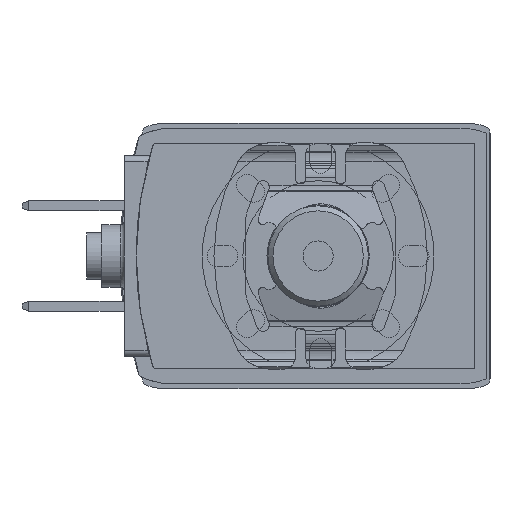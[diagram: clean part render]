
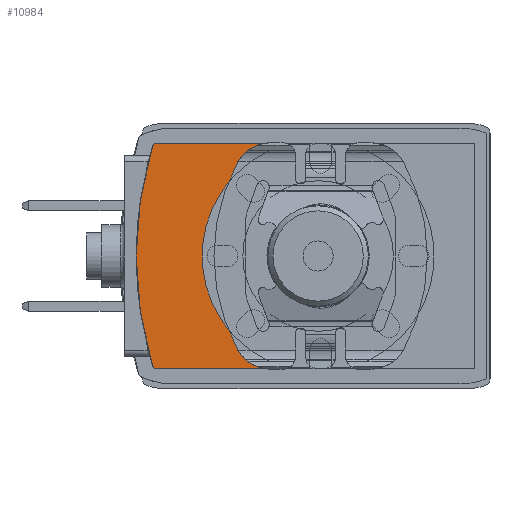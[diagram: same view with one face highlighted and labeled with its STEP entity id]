
A CAD part, left-side view. The second image highlights one B-rep face of the part: STEP entity #10984.
In plain terms, the highlighted face is planar.
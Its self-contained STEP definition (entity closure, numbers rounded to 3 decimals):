
#702=LINE('',#15978,#1418);
#717=LINE('',#16016,#1433);
#746=LINE('',#16104,#1462);
#747=LINE('',#16106,#1463);
#748=LINE('',#16110,#1464);
#749=LINE('',#16112,#1465);
#1418=VECTOR('',#13355,1000.);
#1433=VECTOR('',#13384,1000.);
#1462=VECTOR('',#13455,1000.);
#1463=VECTOR('',#13456,1000.);
#1464=VECTOR('',#13459,1000.);
#1465=VECTOR('',#13460,1000.);
#2903=ORIENTED_EDGE('',*,*,#4757,.T.);
#2904=ORIENTED_EDGE('',*,*,#4822,.T.);
#2905=ORIENTED_EDGE('',*,*,#4823,.F.);
#2906=ORIENTED_EDGE('',*,*,#4824,.F.);
#2907=ORIENTED_EDGE('',*,*,#4825,.F.);
#2908=ORIENTED_EDGE('',*,*,#4826,.T.);
#2909=ORIENTED_EDGE('',*,*,#4776,.F.);
#2910=ORIENTED_EDGE('',*,*,#4827,.T.);
#2911=ORIENTED_EDGE('',*,*,#4828,.T.);
#2912=ORIENTED_EDGE('',*,*,#4829,.T.);
#4757=EDGE_CURVE('',#5812,#5811,#702,.T.);
#4776=EDGE_CURVE('',#5827,#5828,#717,.T.);
#4822=EDGE_CURVE('',#5811,#5866,#746,.T.);
#4823=EDGE_CURVE('',#5867,#5866,#747,.T.);
#4824=EDGE_CURVE('',#5868,#5867,#6469,.F.);
#4825=EDGE_CURVE('',#5869,#5868,#748,.T.);
#4826=EDGE_CURVE('',#5869,#5828,#749,.T.);
#4827=EDGE_CURVE('',#5827,#5870,#6470,.F.);
#4828=EDGE_CURVE('',#5870,#5871,#6471,.F.);
#4829=EDGE_CURVE('',#5871,#5812,#6472,.F.);
#5811=VERTEX_POINT('',#15977);
#5812=VERTEX_POINT('',#15979);
#5827=VERTEX_POINT('',#16015);
#5828=VERTEX_POINT('',#16017);
#5866=VERTEX_POINT('',#16105);
#5867=VERTEX_POINT('',#16107);
#5868=VERTEX_POINT('',#16109);
#5869=VERTEX_POINT('',#16111);
#5870=VERTEX_POINT('',#16114);
#5871=VERTEX_POINT('',#16116);
#6469=CIRCLE('',#11708,9.25);
#6470=CIRCLE('',#11709,0.3);
#6471=CIRCLE('',#11710,30.);
#6472=CIRCLE('',#11711,0.3);
#6944=EDGE_LOOP('',(#2903,#2904,#2905,#2906,#2907,#2908,#2909,#2910,#2911,
#2912));
#7549=FACE_BOUND('',#6944,.T.);
#7964=PLANE('',#11707);
#10984=ADVANCED_FACE('',(#7549),#7964,.F.);
#11707=AXIS2_PLACEMENT_3D('',#16103,#13453,#13454);
#11708=AXIS2_PLACEMENT_3D('',#16108,#13457,#13458);
#11709=AXIS2_PLACEMENT_3D('',#16113,#13461,#13462);
#11710=AXIS2_PLACEMENT_3D('',#16115,#13463,#13464);
#11711=AXIS2_PLACEMENT_3D('',#16117,#13465,#13466);
#13355=DIRECTION('',(0.,0.,1.));
#13384=DIRECTION('',(0.,0.,1.));
#13453=DIRECTION('',(0.,-1.,0.));
#13454=DIRECTION('',(0.,0.,-1.));
#13455=DIRECTION('',(1.,0.,0.));
#13456=DIRECTION('',(0.,0.,1.));
#13457=DIRECTION('',(0.,-1.,0.));
#13458=DIRECTION('',(0.,0.,-1.));
#13459=DIRECTION('',(0.,0.,-1.));
#13460=DIRECTION('',(1.,0.,0.));
#13461=DIRECTION('',(0.,-1.,0.));
#13462=DIRECTION('',(0.,0.,-1.));
#13463=DIRECTION('',(0.,-1.,0.));
#13464=DIRECTION('',(0.,0.,-1.));
#13465=DIRECTION('',(0.,-1.,0.));
#13466=DIRECTION('',(0.,0.,-1.));
#15977=CARTESIAN_POINT('',(-9.,12.4,-13.15));
#15978=CARTESIAN_POINT('',(-9.,12.4,-30.));
#15979=CARTESIAN_POINT('',(-9.,12.4,-25.397));
#16015=CARTESIAN_POINT('',(9.,12.4,-25.397));
#16016=CARTESIAN_POINT('',(9.,12.4,-30.));
#16017=CARTESIAN_POINT('',(9.,12.4,-13.15));
#16103=CARTESIAN_POINT('',(9.,12.4,-30.));
#16104=CARTESIAN_POINT('',(9.,12.4,-13.15));
#16105=CARTESIAN_POINT('',(-8.9,12.4,-13.15));
#16106=CARTESIAN_POINT('',(-8.9,12.4,-30.));
#16107=CARTESIAN_POINT('',(-8.9,12.4,-15.02));
#16108=CARTESIAN_POINT('',(0.,12.4,-12.5));
#16109=CARTESIAN_POINT('',(8.9,12.4,-15.02));
#16110=CARTESIAN_POINT('',(8.9,12.4,-30.));
#16111=CARTESIAN_POINT('',(8.9,12.4,-13.15));
#16112=CARTESIAN_POINT('',(9.,12.4,-13.15));
#16113=CARTESIAN_POINT('',(8.7,12.4,-25.397));
#16114=CARTESIAN_POINT('',(8.788,12.4,-25.684));
#16115=CARTESIAN_POINT('',(0.,12.4,3.));
#16116=CARTESIAN_POINT('',(-8.788,12.4,-25.684));
#16117=CARTESIAN_POINT('',(-8.7,12.4,-25.397));
